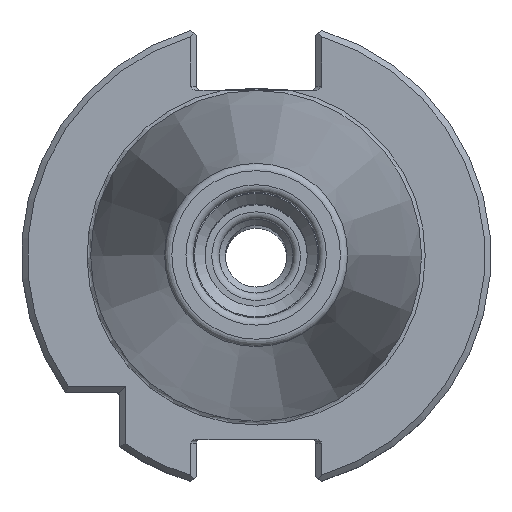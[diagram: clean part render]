
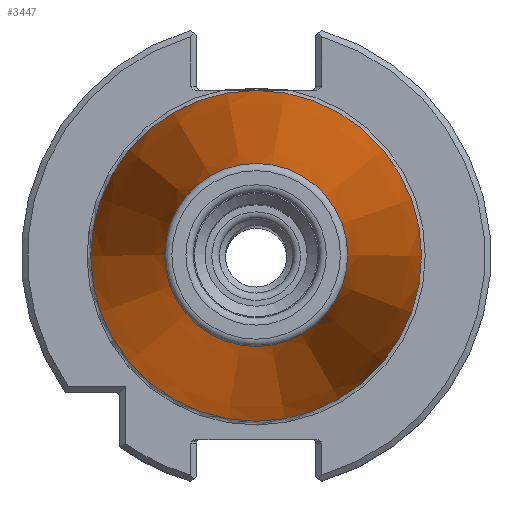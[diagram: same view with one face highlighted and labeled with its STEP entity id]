
A CAD part, top view. The second image highlights one B-rep face of the part: STEP entity #3447.
In plain terms, the highlighted conical face has half-angle 8.297 degrees and reference radius 22.395 mm.
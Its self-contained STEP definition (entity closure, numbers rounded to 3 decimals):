
#835=ORIENTED_EDGE('',*,*,#1206,.T.);
#836=ORIENTED_EDGE('',*,*,#1219,.F.);
#1206=EDGE_CURVE('',#1440,#1440,#1586,.T.);
#1219=EDGE_CURVE('',#1444,#1444,#1597,.T.);
#1440=VERTEX_POINT('',#5151);
#1444=VERTEX_POINT('',#5181);
#1586=CIRCLE('',#3689,22.395);
#1597=CIRCLE('',#3713,12.397);
#1764=EDGE_LOOP('',(#835));
#1765=EDGE_LOOP('',(#836));
#2015=FACE_BOUND('',#1764,.T.);
#2016=FACE_BOUND('',#1765,.T.);
#2192=CONICAL_SURFACE('',#3712,22.395,0.145);
#3447=ADVANCED_FACE('',(#2015,#2016),#2192,.T.);
#3689=AXIS2_PLACEMENT_3D('',#5150,#4281,#4282);
#3712=AXIS2_PLACEMENT_3D('',#5179,#4329,#4330);
#3713=AXIS2_PLACEMENT_3D('',#5180,#4331,#4332);
#4281=DIRECTION('',(0.,0.,1.));
#4282=DIRECTION('',(1.,0.,0.));
#4329=DIRECTION('',(0.,0.,-1.));
#4330=DIRECTION('',(-1.,0.,0.));
#4331=DIRECTION('',(0.,0.,1.));
#4332=DIRECTION('',(1.,0.,0.));
#5150=CARTESIAN_POINT('',(0.,0.,-1.163));
#5151=CARTESIAN_POINT('',(22.395,0.,-1.163));
#5179=CARTESIAN_POINT('',(0.,0.,-1.163));
#5180=CARTESIAN_POINT('',(0.,0.,67.394));
#5181=CARTESIAN_POINT('',(12.397,0.,67.394));
